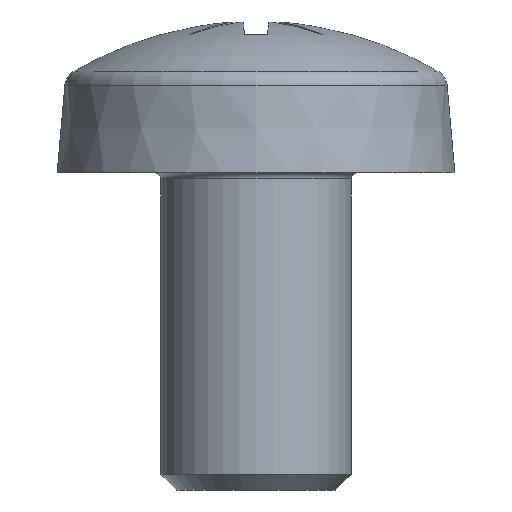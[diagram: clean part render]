
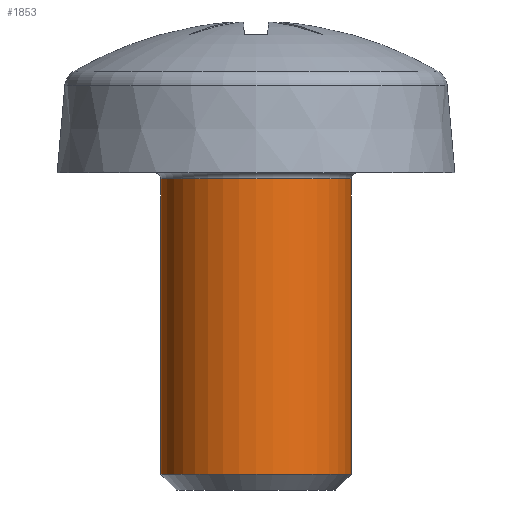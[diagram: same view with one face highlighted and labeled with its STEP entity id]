
A CAD part, front view. The second image highlights one B-rep face of the part: STEP entity #1853.
In plain terms, the highlighted cylindrical face has radius 1.5 mm (diameter 3 mm), a partial arc.
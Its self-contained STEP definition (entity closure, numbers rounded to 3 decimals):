
#9 = LINE ( 'NONE', #1404, #551 ) ;
#22 = VERTEX_POINT ( 'NONE', #1216 ) ;
#104 = ORIENTED_EDGE ( 'NONE', *, *, #459, .T. ) ;
#160 = VERTEX_POINT ( 'NONE', #785 ) ;
#237 = CARTESIAN_POINT ( 'NONE',  ( 0., 0., 0. ) ) ;
#270 = CYLINDRICAL_SURFACE ( 'NONE', #1265, 1.5 ) ;
#433 = CARTESIAN_POINT ( 'NONE',  ( 0., 0., -7.15 ) ) ;
#440 = EDGE_LOOP ( 'NONE', ( #1422, #104, #1083, #1557 ) ) ;
#459 = EDGE_CURVE ( 'NONE', #1890, #22, #1867, .T. ) ;
#480 = DIRECTION ( 'NONE',  ( 0., 0., 1. ) ) ;
#551 = VECTOR ( 'NONE', #480, 1000. ) ;
#671 = CARTESIAN_POINT ( 'NONE',  ( -1.5, 0., -2.5 ) ) ;
#698 = VECTOR ( 'NONE', #850, 1000. ) ;
#718 = CARTESIAN_POINT ( 'NONE',  ( -1.5, 0., -7.15 ) ) ;
#721 = DIRECTION ( 'NONE',  ( 1., 0., 0. ) ) ;
#751 = AXIS2_PLACEMENT_3D ( 'NONE', #953, #1138, #721 ) ;
#785 = CARTESIAN_POINT ( 'NONE',  ( 1.5, 0., -2.5 ) ) ;
#850 = DIRECTION ( 'NONE',  ( 0., 0., 1. ) ) ;
#883 = DIRECTION ( 'NONE',  ( 1., 0., 0. ) ) ;
#953 = CARTESIAN_POINT ( 'NONE',  ( 0., 0., -2.5 ) ) ;
#989 = EDGE_CURVE ( 'NONE', #1890, #1305, #1724, .T. ) ;
#1005 = DIRECTION ( 'NONE',  ( 1., 0., 0. ) ) ;
#1083 = ORIENTED_EDGE ( 'NONE', *, *, #1700, .T. ) ;
#1138 = DIRECTION ( 'NONE',  ( 0., 0., 1. ) ) ;
#1191 = EDGE_CURVE ( 'NONE', #1305, #160, #1627, .T. ) ;
#1216 = CARTESIAN_POINT ( 'NONE',  ( 1.5, 0., -7.15 ) ) ;
#1265 = AXIS2_PLACEMENT_3D ( 'NONE', #237, #1913, #1005 ) ;
#1305 = VERTEX_POINT ( 'NONE', #671 ) ;
#1343 = DIRECTION ( 'NONE',  ( 0., 0., 1. ) ) ;
#1404 = CARTESIAN_POINT ( 'NONE',  ( 1.5, 0., 0. ) ) ;
#1422 = ORIENTED_EDGE ( 'NONE', *, *, #989, .F. ) ;
#1557 = ORIENTED_EDGE ( 'NONE', *, *, #1191, .F. ) ;
#1621 = CARTESIAN_POINT ( 'NONE',  ( -1.5, 0., 0. ) ) ;
#1627 = CIRCLE ( 'NONE', #751, 1.5 ) ;
#1700 = EDGE_CURVE ( 'NONE', #22, #160, #9, .T. ) ;
#1718 = AXIS2_PLACEMENT_3D ( 'NONE', #433, #1343, #883 ) ;
#1724 = LINE ( 'NONE', #1621, #698 ) ;
#1853 = ADVANCED_FACE ( 'NONE', ( #1929 ), #270, .T. ) ;
#1867 = CIRCLE ( 'NONE', #1718, 1.5 ) ;
#1890 = VERTEX_POINT ( 'NONE', #718 ) ;
#1913 = DIRECTION ( 'NONE',  ( 0., 0., 1. ) ) ;
#1929 = FACE_OUTER_BOUND ( 'NONE', #440, .T. ) ;
